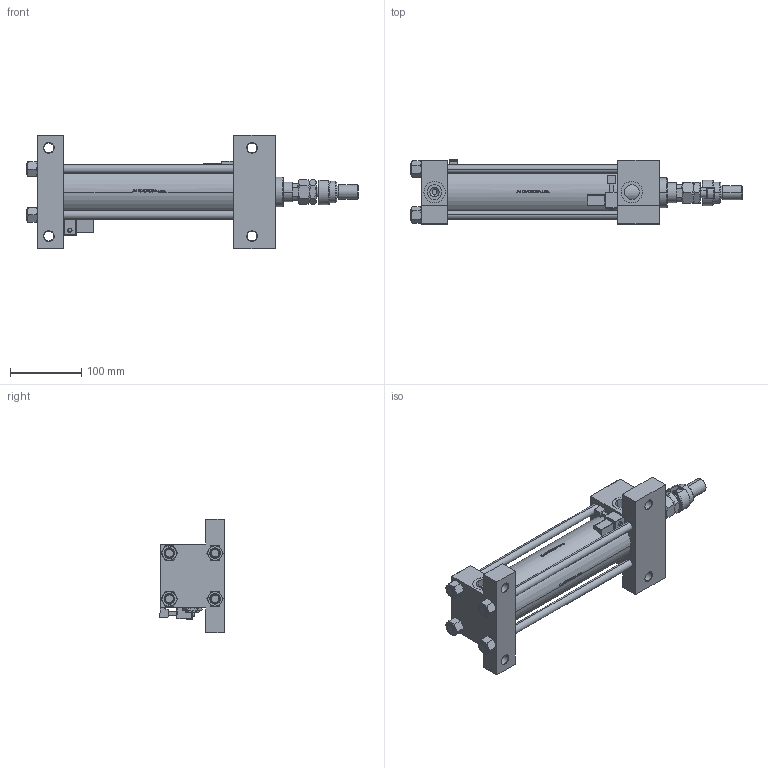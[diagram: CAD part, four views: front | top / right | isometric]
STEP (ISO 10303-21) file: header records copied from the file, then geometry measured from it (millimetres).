
FILE_DESCRIPTION (( 'STEP AP203' ), '1' );
FILE_NAME ('0755.STEP', '2024-10-24T11:21:48', ( '' ), ( '' ), 'SwSTEP 2.0', 'SolidWorks 2019', '' );
FILE_SCHEMA (( 'CONFIG_CONTROL_DESIGN' ));
Length unit declared in the file: millimetre
Products named in the file (11): V215CR_MSU a7c779dd7127e66712fcb35c8dd70735; DFA a7c779dd7127e66712fcb35c8dd70735; FEMALE_PART_FOR_DFA a7c779dd7127e66712fcb35c8dd70735; V215CR_G_TYCINKA a7c779dd7127e66712fcb35c8dd70735; Zatka_pro_OIL_PORT a7c779dd7127e66712fcb35c8dd70735; MFA a7c779dd7127e66712fcb35c8dd70735; 0755; NUT_M5_G a7c779dd7127e66712fcb35c8dd70735; V215CR_VCP_G a7c779dd7127e66712fcb35c8dd70735; V215CR_G_Body a7c779dd7127e66712fcb35c8dd70735; V215_VC_A a7c779dd7127e66712fcb35c8dd70735
Assembly tree (18 placements, depth 3):
  0755
    V215CR_G_Body a7c779dd7127e66712fcb35c8dd70735
    V215CR_VCP_G a7c779dd7127e66712fcb35c8dd70735
    V215CR_G_TYCINKA a7c779dd7127e66712fcb35c8dd70735  x4
    NUT_M5_G a7c779dd7127e66712fcb35c8dd70735  x4
    V215_VC_A a7c779dd7127e66712fcb35c8dd70735
    DFA a7c779dd7127e66712fcb35c8dd70735
      FEMALE_PART_FOR_DFA a7c779dd7127e66712fcb35c8dd70735
      MFA a7c779dd7127e66712fcb35c8dd70735
    V215CR_MSU a7c779dd7127e66712fcb35c8dd70735  x2
    Zatka_pro_OIL_PORT a7c779dd7127e66712fcb35c8dd70735  x2
Bounding box: 467 x 90.53 x 160 mm (x, y, z)
Volume: 1504214.7 mm3; surface area: 347458.4 mm2
Topology: 17 solids, 17 shells, 1423 faces, 3522 edges, 2205 vertices
Faces by surface type: plane 564, bspline 380, cone 226, cylinder 205, torus 24, sphere 24
Entity records: 54608 total; most frequent: CARTESIAN_POINT 27703, ORIENTED_EDGE 5962, DIRECTION 4051, EDGE_CURVE 2981, VERTEX_POINT 1907, VECTOR 1497, LINE 1497, EDGE_LOOP 1298
